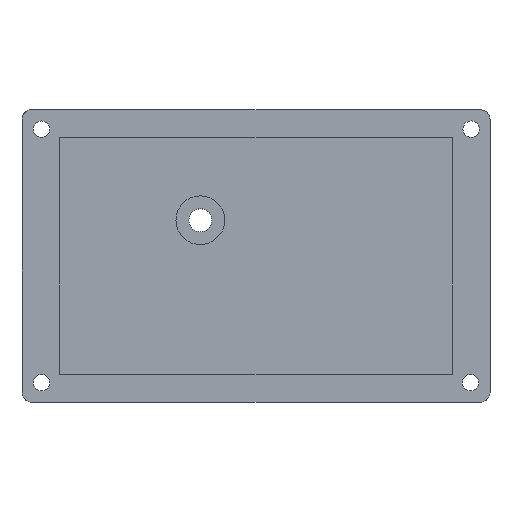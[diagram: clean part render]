
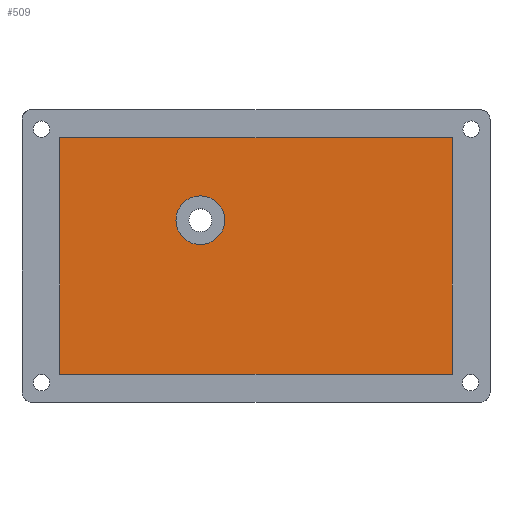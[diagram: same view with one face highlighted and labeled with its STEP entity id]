
A CAD part, top view. The second image highlights one B-rep face of the part: STEP entity #509.
In plain terms, the highlighted planar face has unit normal (0, 0, 1).
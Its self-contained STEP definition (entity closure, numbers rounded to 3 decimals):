
#27=FACE_BOUND('',#111,.T.);
#48=PLANE('',#556);
#71=FACE_OUTER_BOUND('',#110,.T.);
#110=EDGE_LOOP('',(#412,#413,#414,#415));
#111=EDGE_LOOP('',(#416));
#151=LINE('',#2547,#189);
#152=LINE('',#2549,#190);
#153=LINE('',#2551,#191);
#154=LINE('',#2552,#192);
#189=VECTOR('',#662,10.);
#190=VECTOR('',#663,10.);
#191=VECTOR('',#664,10.);
#192=VECTOR('',#665,10.);
#224=CIRCLE('',#557,5.);
#262=VERTEX_POINT('',#2545);
#263=VERTEX_POINT('',#2546);
#264=VERTEX_POINT('',#2548);
#265=VERTEX_POINT('',#2550);
#266=VERTEX_POINT('',#2553);
#319=EDGE_CURVE('',#262,#263,#151,.T.);
#320=EDGE_CURVE('',#263,#264,#152,.T.);
#321=EDGE_CURVE('',#264,#265,#153,.T.);
#322=EDGE_CURVE('',#265,#262,#154,.T.);
#323=EDGE_CURVE('',#266,#266,#224,.T.);
#412=ORIENTED_EDGE('',*,*,#319,.T.);
#413=ORIENTED_EDGE('',*,*,#320,.T.);
#414=ORIENTED_EDGE('',*,*,#321,.T.);
#415=ORIENTED_EDGE('',*,*,#322,.T.);
#416=ORIENTED_EDGE('',*,*,#323,.T.);
#509=ADVANCED_FACE('',(#71,#27),#48,.T.);
#556=AXIS2_PLACEMENT_3D('',#2544,#660,#661);
#557=AXIS2_PLACEMENT_3D('',#2554,#666,#667);
#660=DIRECTION('center_axis',(0.,0.,1.));
#661=DIRECTION('ref_axis',(-1.,0.,0.));
#662=DIRECTION('',(0.,1.,0.));
#663=DIRECTION('',(-1.,0.,0.));
#664=DIRECTION('',(0.,-1.,0.));
#665=DIRECTION('',(1.,0.,0.));
#666=DIRECTION('center_axis',(0.,0.,-1.));
#667=DIRECTION('ref_axis',(-1.,0.,0.));
#2544=CARTESIAN_POINT('Origin',(40.,24.,6.));
#2545=CARTESIAN_POINT('',(80.25,-0.25,6.));
#2546=CARTESIAN_POINT('',(80.25,48.25,6.));
#2547=CARTESIAN_POINT('',(80.25,-0.25,6.));
#2548=CARTESIAN_POINT('',(-0.25,48.25,6.));
#2549=CARTESIAN_POINT('',(80.25,48.25,6.));
#2550=CARTESIAN_POINT('',(-0.25,-0.25,6.));
#2551=CARTESIAN_POINT('',(-0.25,48.25,6.));
#2552=CARTESIAN_POINT('',(-0.25,-0.25,6.));
#2553=CARTESIAN_POINT('',(33.575,31.33,6.));
#2554=CARTESIAN_POINT('Origin',(28.575,31.33,6.));
